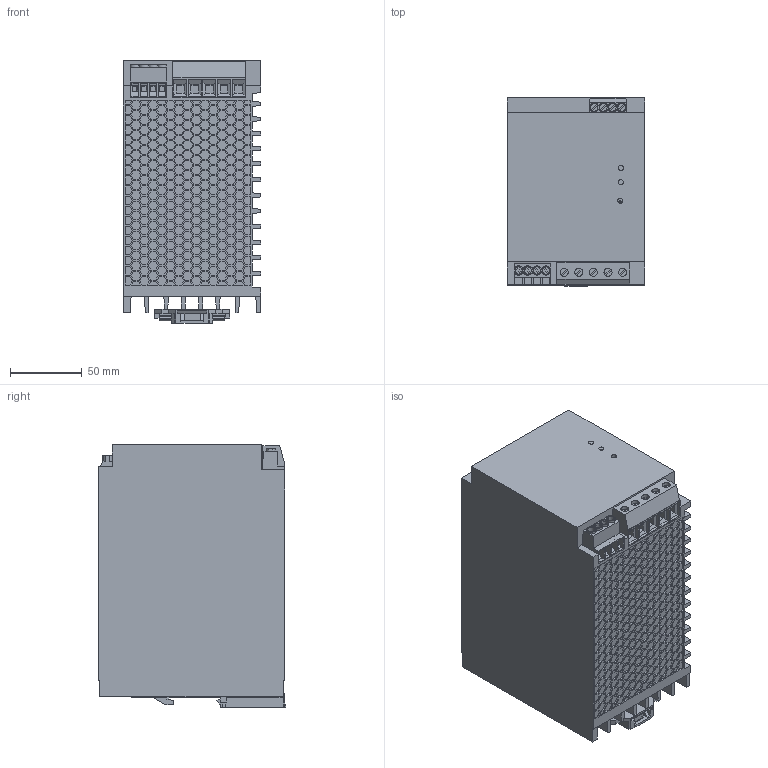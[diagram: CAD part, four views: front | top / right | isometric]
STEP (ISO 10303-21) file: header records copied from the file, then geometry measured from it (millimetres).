
FILE_DESCRIPTION(('Creo Elements/Direct Modeling STEP Export'),'2;1');
FILE_NAME('model.stp','2019-10-31T14:52:40',(''),(''),'Creo Elements/Direct Modeling STEP processor for AP214 (Solid Model)','Creo Elements/Direct Modeling 20.1A 29-Sep-2018 (C) Parametric Technology GmbH','');
FILE_SCHEMA(('AUTOMOTIVE_DESIGN { 1 0 10303 214 1 1 1 1 }'));
Products named in the file (2): QUINT_PS_3AC_24DC_20-select
Assembly tree (1 placements, depth 2):
  QUINT_PS_3AC_24DC_20-select
    QUINT_PS_3AC_24DC_20-select
Bounding box: 96 x 130.65 x 182.6 mm (x, y, z)
Volume: 1981044.5 mm3; surface area: 166605.6 mm2
Topology: 1 solids, 1 shells, 4537 faces, 11690 edges, 7779 vertices
Faces by surface type: plane 4485, cylinder 52
Entity records: 170444 total; most frequent: CARTESIAN_POINT 23809, ORIENTED_EDGE 23380, DIRECTION 20592, EDGE_CURVE 11690, VECTOR 11468, LINE 11468, VERTEX_POINT 7779, EDGE_LOOP 5169
